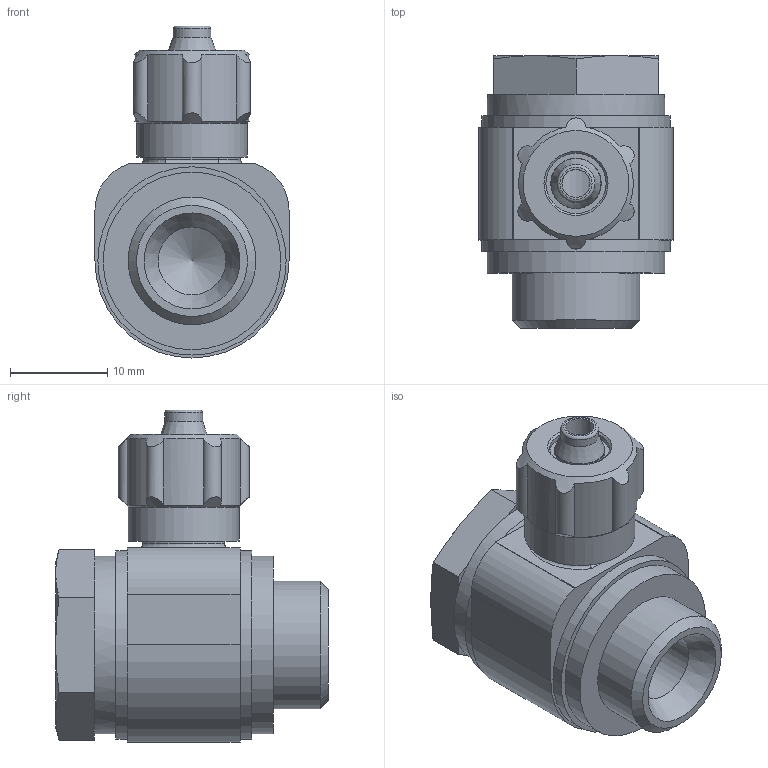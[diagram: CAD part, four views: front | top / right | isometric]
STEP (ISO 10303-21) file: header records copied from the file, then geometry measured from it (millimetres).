
FILE_DESCRIPTION(/* description */ ('STEP AP214'),/* implementation_level */ '2;1');
FILE_NAME(/* name */ '4471_LCK-1_4-PK-4',/* time_stamp */ '2024-08-28T08:35:56+02:00',/* author */ ('License CC BY-ND 4.0'),/* organization */ ('CADENAS'),/* preprocessor_version */ 'ST-DEVELOPER v19.3',/* originating_system */ 'PARTsolutions',/* authorisation */ ' ');
FILE_SCHEMA (('AUTOMOTIVE_DESIGN {1 0 10303 214 3 1 1}'));
Length unit declared in the file: millimetre
Products named in the file (1): 4471 LCK-1/4-PK-4
Bounding box: 20 x 28.1 x 34.2 mm (x, y, z)
Volume: 8072.1 mm3; surface area: 3458.3 mm2
Topology: 1 solids, 1 shells, 83 faces, 191 edges, 118 vertices
Faces by surface type: plane 34, cylinder 32, cone 13, torus 4
Full cylindrical faces by diameter (mm): 2.9 x1, 3.9 x1, 5.2 x1, 6.2 x1, 7 x1, 11.4 x1, 13.157 x1, 18.3 x2, 19.4 x2
Entity records: 2281 total; most frequent: CARTESIAN_POINT 509, DIRECTION 372, ORIENTED_EDGE 322, EDGE_CURVE 161, AXIS2_PLACEMENT_3D 156, FACE_BOUND 115, EDGE_LOOP 114, VERTEX_POINT 110
